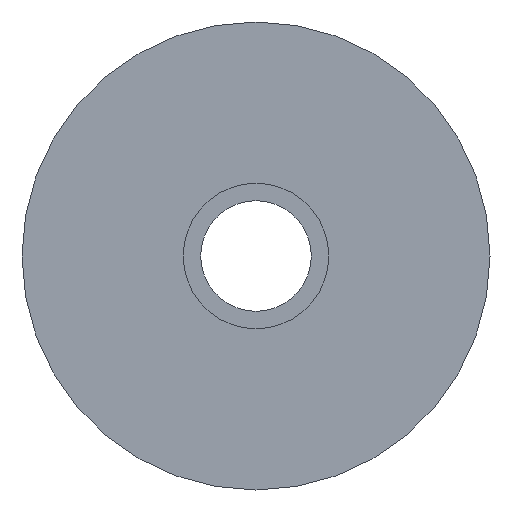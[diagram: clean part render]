
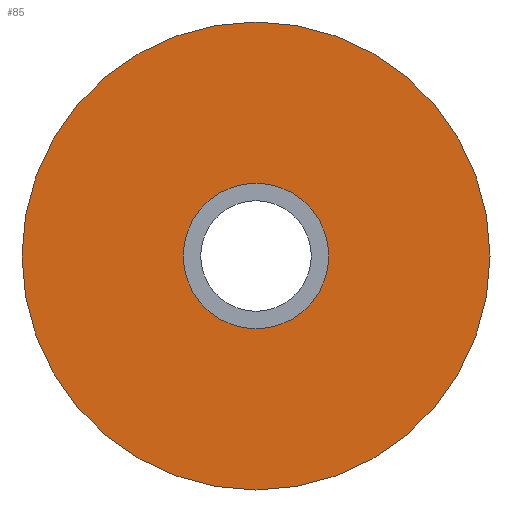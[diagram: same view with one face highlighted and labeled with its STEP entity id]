
A CAD part, front view. The second image highlights one B-rep face of the part: STEP entity #85.
In plain terms, the highlighted planar face has unit normal (0, -1, 0).
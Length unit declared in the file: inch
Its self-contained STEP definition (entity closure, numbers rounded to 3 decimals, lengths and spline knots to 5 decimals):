
#16=FACE_BOUND('',#30,.T.);
#19=PLANE('',#107);
#23=FACE_OUTER_BOUND('',#29,.T.);
#29=EDGE_LOOP('',(#68));
#30=EDGE_LOOP('',(#69));
#45=CIRCLE('',#108,0.5625);
#46=CIRCLE('',#109,0.175);
#51=VERTEX_POINT('',#153);
#52=VERTEX_POINT('',#155);
#58=EDGE_CURVE('',#51,#51,#45,.T.);
#59=EDGE_CURVE('',#52,#52,#46,.T.);
#68=ORIENTED_EDGE('',*,*,#58,.T.);
#69=ORIENTED_EDGE('',*,*,#59,.T.);
#85=ADVANCED_FACE('',(#23,#16),#19,.F.);
#107=AXIS2_PLACEMENT_3D('',#152,#125,#126);
#108=AXIS2_PLACEMENT_3D('',#154,#127,#128);
#109=AXIS2_PLACEMENT_3D('',#156,#129,#130);
#125=DIRECTION('center_axis',(0.,1.,0.));
#126=DIRECTION('ref_axis',(0.,0.,1.));
#127=DIRECTION('center_axis',(0.,-1.,0.));
#128=DIRECTION('ref_axis',(-1.,0.,0.));
#129=DIRECTION('center_axis',(0.,1.,0.));
#130=DIRECTION('ref_axis',(-1.,0.,0.));
#152=CARTESIAN_POINT('Origin',(2.3,0.2362,-0.25));
#153=CARTESIAN_POINT('',(2.8625,0.2362,-0.25));
#154=CARTESIAN_POINT('Origin',(2.3,0.2362,-0.25));
#155=CARTESIAN_POINT('',(2.475,0.2362,-0.25));
#156=CARTESIAN_POINT('Origin',(2.3,0.2362,-0.25));
